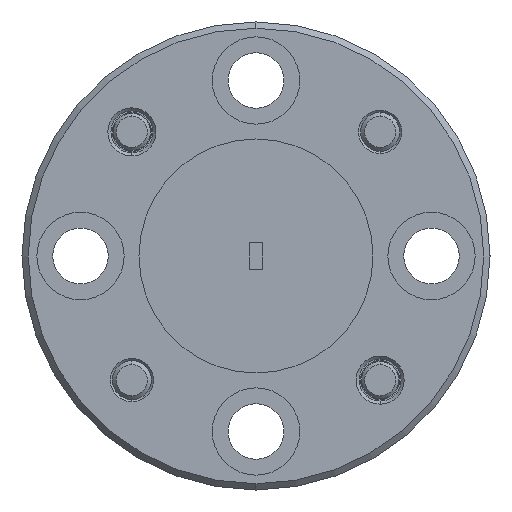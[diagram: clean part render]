
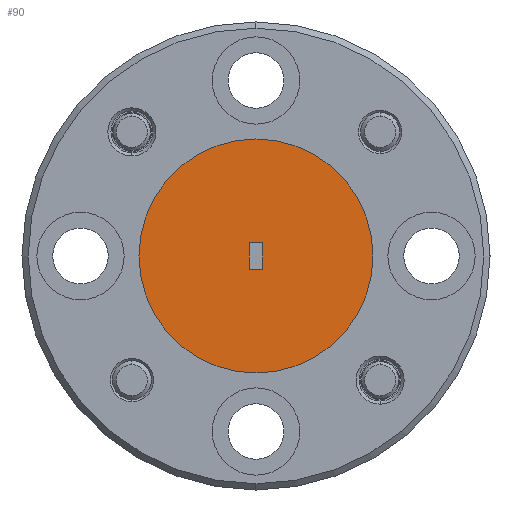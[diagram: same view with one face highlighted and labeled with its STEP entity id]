
A CAD part, left-side view. The second image highlights one B-rep face of the part: STEP entity #90.
In plain terms, the highlighted planar face has unit normal (-1, 0, 0).
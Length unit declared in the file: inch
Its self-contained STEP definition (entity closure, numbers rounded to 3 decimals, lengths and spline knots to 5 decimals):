
#36 = PLANE ( 'NONE',  #2729 ) ;
#75 = EDGE_CURVE ( 'NONE', #1799, #490, #1442, .T. ) ;
#90 = ADVANCED_FACE ( 'NONE', ( #2643, #3592 ), #36, .F. ) ;
#270 = CARTESIAN_POINT ( 'NONE',  ( -0.51325, 0.21282, -0.13344 ) ) ;
#317 = ORIENTED_EDGE ( 'NONE', *, *, #4044, .T. ) ;
#325 = VERTEX_POINT ( 'NONE', #848 ) ;
#362 = DIRECTION ( 'NONE',  ( 0., 0., -1. ) ) ;
#463 = VECTOR ( 'NONE', #3247, 39.37008 ) ;
#490 = VERTEX_POINT ( 'NONE', #2062 ) ;
#513 = LINE ( 'NONE', #1381, #463 ) ;
#643 = AXIS2_PLACEMENT_3D ( 'NONE', #820, #4059, #2424 ) ;
#644 = ORIENTED_EDGE ( 'NONE', *, *, #1921, .F. ) ;
#786 = VERTEX_POINT ( 'NONE', #2008 ) ;
#820 = CARTESIAN_POINT ( 'NONE',  ( -0.51325, 0.21282, -0.13344 ) ) ;
#848 = CARTESIAN_POINT ( 'NONE',  ( -0.51325, 0.21282, -0.32094 ) ) ;
#1006 = AXIS2_PLACEMENT_3D ( 'NONE', #270, #2497, #3069 ) ;
#1062 = EDGE_LOOP ( 'NONE', ( #317, #3852 ) ) ;
#1331 = VERTEX_POINT ( 'NONE', #2003 ) ;
#1344 = DIRECTION ( 'NONE',  ( 0., -1., 0. ) ) ;
#1381 = CARTESIAN_POINT ( 'NONE',  ( -0.51325, 0.22357, -0.11194 ) ) ;
#1442 = LINE ( 'NONE', #2024, #2500 ) ;
#1653 = VECTOR ( 'NONE', #3419, 39.37008 ) ;
#1799 = VERTEX_POINT ( 'NONE', #2276 ) ;
#1915 = CARTESIAN_POINT ( 'NONE',  ( -0.51325, 0.20207, -0.11194 ) ) ;
#1921 = EDGE_CURVE ( 'NONE', #2921, #1799, #513, .T. ) ;
#1949 = LINE ( 'NONE', #1915, #2750 ) ;
#2003 = CARTESIAN_POINT ( 'NONE',  ( -0.51325, 0.21282, 0.05406 ) ) ;
#2008 = CARTESIAN_POINT ( 'NONE',  ( -0.51325, 0.20207, -0.11194 ) ) ;
#2024 = CARTESIAN_POINT ( 'NONE',  ( -0.51325, 0.20207, -0.15494 ) ) ;
#2062 = CARTESIAN_POINT ( 'NONE',  ( -0.51325, 0.20207, -0.15494 ) ) ;
#2158 = EDGE_CURVE ( 'NONE', #325, #1331, #2778, .T. ) ;
#2276 = CARTESIAN_POINT ( 'NONE',  ( -0.51325, 0.22357, -0.15494 ) ) ;
#2309 = CARTESIAN_POINT ( 'NONE',  ( -0.51325, 0.21282, -0.13344 ) ) ;
#2323 = EDGE_CURVE ( 'NONE', #786, #2921, #3360, .T. ) ;
#2424 = DIRECTION ( 'NONE',  ( 0., 0., 1. ) ) ;
#2497 = DIRECTION ( 'NONE',  ( -1., 0., 0. ) ) ;
#2500 = VECTOR ( 'NONE', #1344, 39.37008 ) ;
#2597 = EDGE_CURVE ( 'NONE', #490, #786, #1949, .T. ) ;
#2643 = FACE_BOUND ( 'NONE', #2721, .T. ) ;
#2721 = EDGE_LOOP ( 'NONE', ( #4126, #3653, #644, #3701 ) ) ;
#2729 = AXIS2_PLACEMENT_3D ( 'NONE', #2309, #3270, #362 ) ;
#2750 = VECTOR ( 'NONE', #4175, 39.37008 ) ;
#2778 = CIRCLE ( 'NONE', #643, 0.1875 ) ;
#2818 = CARTESIAN_POINT ( 'NONE',  ( -0.51325, 0.22357, -0.11194 ) ) ;
#2840 = CIRCLE ( 'NONE', #1006, 0.1875 ) ;
#2921 = VERTEX_POINT ( 'NONE', #2818 ) ;
#3069 = DIRECTION ( 'NONE',  ( 0., 0., 1. ) ) ;
#3247 = DIRECTION ( 'NONE',  ( 0., 0., -1. ) ) ;
#3270 = DIRECTION ( 'NONE',  ( 1., 0., 0. ) ) ;
#3360 = LINE ( 'NONE', #3409, #1653 ) ;
#3409 = CARTESIAN_POINT ( 'NONE',  ( -0.51325, 0.20207, -0.11194 ) ) ;
#3419 = DIRECTION ( 'NONE',  ( 0., 1., 0. ) ) ;
#3592 = FACE_OUTER_BOUND ( 'NONE', #1062, .T. ) ;
#3653 = ORIENTED_EDGE ( 'NONE', *, *, #75, .F. ) ;
#3701 = ORIENTED_EDGE ( 'NONE', *, *, #2323, .F. ) ;
#3852 = ORIENTED_EDGE ( 'NONE', *, *, #2158, .T. ) ;
#4044 = EDGE_CURVE ( 'NONE', #1331, #325, #2840, .T. ) ;
#4059 = DIRECTION ( 'NONE',  ( -1., 0., 0. ) ) ;
#4126 = ORIENTED_EDGE ( 'NONE', *, *, #2597, .F. ) ;
#4175 = DIRECTION ( 'NONE',  ( 0., 0., 1. ) ) ;
